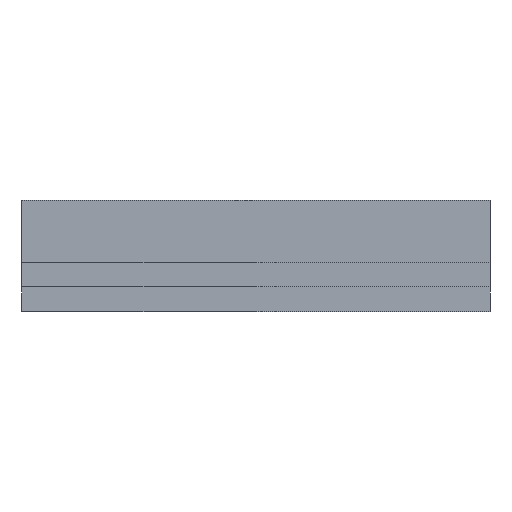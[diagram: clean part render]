
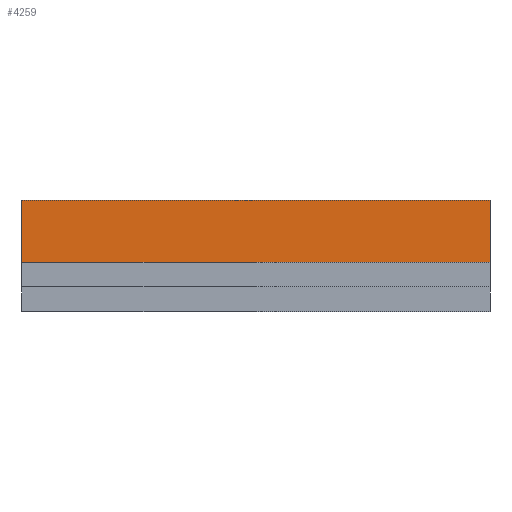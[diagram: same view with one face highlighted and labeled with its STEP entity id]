
A CAD part, front view. The second image highlights one B-rep face of the part: STEP entity #4259.
In plain terms, the highlighted planar face has unit normal (0, -1, 0).
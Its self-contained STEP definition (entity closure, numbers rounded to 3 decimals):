
#1006 = PLANE('',#1007);
#1007 = AXIS2_PLACEMENT_3D('',#1008,#1009,#1010);
#1008 = CARTESIAN_POINT('',(18.97,-29.892,2.));
#1009 = DIRECTION('',(0.,-1.,0.));
#1010 = DIRECTION('',(-1.,0.,0.));
#1024 = VERTEX_POINT('',#1025);
#1025 = CARTESIAN_POINT('',(-18.97,-29.892,4.));
#1062 = PLANE('',#1063);
#1063 = AXIS2_PLACEMENT_3D('',#1064,#1065,#1066);
#1064 = CARTESIAN_POINT('',(-18.97,-29.892,4.));
#1065 = DIRECTION('',(-1.,0.,0.));
#1066 = DIRECTION('',(0.,1.,0.));
#1191 = VERTEX_POINT('',#1192);
#1192 = CARTESIAN_POINT('',(18.97,-29.892,4.));
#1206 = PLANE('',#1207);
#1207 = AXIS2_PLACEMENT_3D('',#1208,#1209,#1210);
#1208 = CARTESIAN_POINT('',(18.97,29.892,4.));
#1209 = DIRECTION('',(1.,0.,0.));
#1210 = DIRECTION('',(0.,-1.,0.));
#2526 = EDGE_CURVE('',#1191,#1024,#2527,.T.);
#2527 = SURFACE_CURVE('',#2528,(#2532,#2539),.PCURVE_S1.);
#2528 = LINE('',#2529,#2530);
#2529 = CARTESIAN_POINT('',(18.97,-29.892,4.));
#2530 = VECTOR('',#2531,1.);
#2531 = DIRECTION('',(-1.,0.,0.));
#2532 = PCURVE('',#1006,#2533);
#2533 = DEFINITIONAL_REPRESENTATION('',(#2534),#2538);
#2534 = LINE('',#2535,#2536);
#2535 = CARTESIAN_POINT('',(0.,-2.));
#2536 = VECTOR('',#2537,1.);
#2537 = DIRECTION('',(1.,0.));
#2538 = ( GEOMETRIC_REPRESENTATION_CONTEXT(2) 
PARAMETRIC_REPRESENTATION_CONTEXT() REPRESENTATION_CONTEXT('2D SPACE',''
  ) );
#2539 = PCURVE('',#2540,#2545);
#2540 = PLANE('',#2541);
#2541 = AXIS2_PLACEMENT_3D('',#2542,#2543,#2544);
#2542 = CARTESIAN_POINT('',(18.97,-29.892,4.));
#2543 = DIRECTION('',(0.,-1.,0.));
#2544 = DIRECTION('',(-1.,0.,0.));
#2545 = DEFINITIONAL_REPRESENTATION('',(#2546),#2550);
#2546 = LINE('',#2547,#2548);
#2547 = CARTESIAN_POINT('',(0.,-0.));
#2548 = VECTOR('',#2549,1.);
#2549 = DIRECTION('',(1.,0.));
#2550 = ( GEOMETRIC_REPRESENTATION_CONTEXT(2) 
PARAMETRIC_REPRESENTATION_CONTEXT() REPRESENTATION_CONTEXT('2D SPACE',''
  ) );
#2558 = EDGE_CURVE('',#1024,#2559,#2561,.T.);
#2559 = VERTEX_POINT('',#2560);
#2560 = CARTESIAN_POINT('',(-18.97,-29.892,9.));
#2561 = SURFACE_CURVE('',#2562,(#2566,#2573),.PCURVE_S1.);
#2562 = LINE('',#2563,#2564);
#2563 = CARTESIAN_POINT('',(-18.97,-29.892,4.));
#2564 = VECTOR('',#2565,1.);
#2565 = DIRECTION('',(0.,0.,1.));
#2566 = PCURVE('',#1062,#2567);
#2567 = DEFINITIONAL_REPRESENTATION('',(#2568),#2572);
#2568 = LINE('',#2569,#2570);
#2569 = CARTESIAN_POINT('',(0.,0.));
#2570 = VECTOR('',#2571,1.);
#2571 = DIRECTION('',(0.,-1.));
#2572 = ( GEOMETRIC_REPRESENTATION_CONTEXT(2) 
PARAMETRIC_REPRESENTATION_CONTEXT() REPRESENTATION_CONTEXT('2D SPACE',''
  ) );
#2573 = PCURVE('',#2540,#2574);
#2574 = DEFINITIONAL_REPRESENTATION('',(#2575),#2579);
#2575 = LINE('',#2576,#2577);
#2576 = CARTESIAN_POINT('',(37.94,0.));
#2577 = VECTOR('',#2578,1.);
#2578 = DIRECTION('',(0.,-1.));
#2579 = ( GEOMETRIC_REPRESENTATION_CONTEXT(2) 
PARAMETRIC_REPRESENTATION_CONTEXT() REPRESENTATION_CONTEXT('2D SPACE',''
  ) );
#2597 = PLANE('',#2598);
#2598 = AXIS2_PLACEMENT_3D('',#2599,#2600,#2601);
#2599 = CARTESIAN_POINT('',(0.,0.,9.));
#2600 = DIRECTION('',(-0.,-0.,-1.));
#2601 = DIRECTION('',(-1.,0.,0.));
#2876 = VERTEX_POINT('',#2877);
#2877 = CARTESIAN_POINT('',(18.97,-29.892,9.));
#2898 = EDGE_CURVE('',#1191,#2876,#2899,.T.);
#2899 = SURFACE_CURVE('',#2900,(#2904,#2911),.PCURVE_S1.);
#2900 = LINE('',#2901,#2902);
#2901 = CARTESIAN_POINT('',(18.97,-29.892,4.));
#2902 = VECTOR('',#2903,1.);
#2903 = DIRECTION('',(0.,0.,1.));
#2904 = PCURVE('',#1206,#2905);
#2905 = DEFINITIONAL_REPRESENTATION('',(#2906),#2910);
#2906 = LINE('',#2907,#2908);
#2907 = CARTESIAN_POINT('',(59.784,0.));
#2908 = VECTOR('',#2909,1.);
#2909 = DIRECTION('',(0.,-1.));
#2910 = ( GEOMETRIC_REPRESENTATION_CONTEXT(2) 
PARAMETRIC_REPRESENTATION_CONTEXT() REPRESENTATION_CONTEXT('2D SPACE',''
  ) );
#2911 = PCURVE('',#2540,#2912);
#2912 = DEFINITIONAL_REPRESENTATION('',(#2913),#2917);
#2913 = LINE('',#2914,#2915);
#2914 = CARTESIAN_POINT('',(0.,-0.));
#2915 = VECTOR('',#2916,1.);
#2916 = DIRECTION('',(0.,-1.));
#2917 = ( GEOMETRIC_REPRESENTATION_CONTEXT(2) 
PARAMETRIC_REPRESENTATION_CONTEXT() REPRESENTATION_CONTEXT('2D SPACE',''
  ) );
#4259 = ADVANCED_FACE('',(#4260),#2540,.T.);
#4260 = FACE_BOUND('',#4261,.T.);
#4261 = EDGE_LOOP('',(#4262,#4263,#4284,#4285));
#4262 = ORIENTED_EDGE('',*,*,#2898,.T.);
#4263 = ORIENTED_EDGE('',*,*,#4264,.T.);
#4264 = EDGE_CURVE('',#2876,#2559,#4265,.T.);
#4265 = SURFACE_CURVE('',#4266,(#4270,#4277),.PCURVE_S1.);
#4266 = LINE('',#4267,#4268);
#4267 = CARTESIAN_POINT('',(18.97,-29.892,9.));
#4268 = VECTOR('',#4269,1.);
#4269 = DIRECTION('',(-1.,0.,0.));
#4270 = PCURVE('',#2540,#4271);
#4271 = DEFINITIONAL_REPRESENTATION('',(#4272),#4276);
#4272 = LINE('',#4273,#4274);
#4273 = CARTESIAN_POINT('',(0.,-5.));
#4274 = VECTOR('',#4275,1.);
#4275 = DIRECTION('',(1.,0.));
#4276 = ( GEOMETRIC_REPRESENTATION_CONTEXT(2) 
PARAMETRIC_REPRESENTATION_CONTEXT() REPRESENTATION_CONTEXT('2D SPACE',''
  ) );
#4277 = PCURVE('',#2597,#4278);
#4278 = DEFINITIONAL_REPRESENTATION('',(#4279),#4283);
#4279 = LINE('',#4280,#4281);
#4280 = CARTESIAN_POINT('',(-18.97,-29.892));
#4281 = VECTOR('',#4282,1.);
#4282 = DIRECTION('',(1.,0.));
#4283 = ( GEOMETRIC_REPRESENTATION_CONTEXT(2) 
PARAMETRIC_REPRESENTATION_CONTEXT() REPRESENTATION_CONTEXT('2D SPACE',''
  ) );
#4284 = ORIENTED_EDGE('',*,*,#2558,.F.);
#4285 = ORIENTED_EDGE('',*,*,#2526,.F.);
